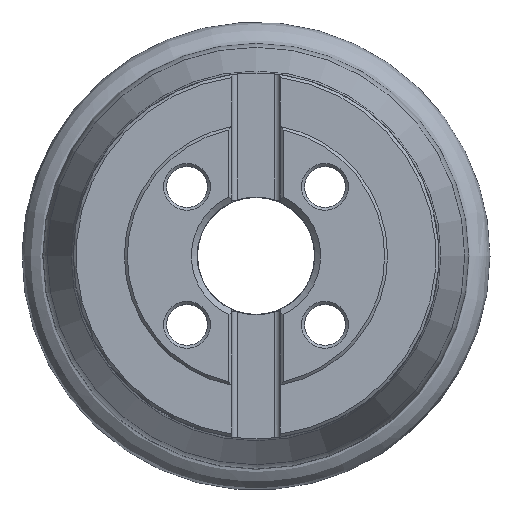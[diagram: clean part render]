
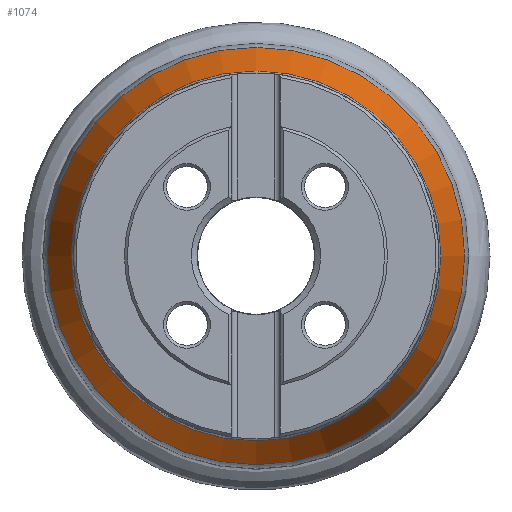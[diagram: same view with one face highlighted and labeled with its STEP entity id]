
A CAD part, top view. The second image highlights one B-rep face of the part: STEP entity #1074.
In plain terms, the highlighted conical face has half-angle 21.421 degrees and reference radius 72.7 mm.
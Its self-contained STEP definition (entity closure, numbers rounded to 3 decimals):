
#85=CONICAL_SURFACE('',#1437,72.7,21.421);
#173=EDGE_LOOP('',(#466));
#174=EDGE_LOOP('',(#467));
#361=CIRCLE('',#1435,63.191);
#362=CIRCLE('',#1436,71.319);
#466=ORIENTED_EDGE('',*,*,#811,.T.);
#467=ORIENTED_EDGE('',*,*,#812,.T.);
#811=EDGE_CURVE('',#1302,#1302,#361,.T.);
#812=EDGE_CURVE('',#1303,#1303,#362,.T.);
#1074=ADVANCED_FACE('',(#1174,#1175),#85,.T.);
#1174=FACE_BOUND('',#173,.T.);
#1175=FACE_BOUND('',#174,.T.);
#1302=VERTEX_POINT('',#6976);
#1303=VERTEX_POINT('',#6978);
#1435=AXIS2_PLACEMENT_3D('',#6975,#1645,#1646);
#1436=AXIS2_PLACEMENT_3D('',#6977,#1647,#1648);
#1437=AXIS2_PLACEMENT_3D('',#6979,#1649,#1650);
#1645=DIRECTION('',(0.,0.,-1.));
#1646=DIRECTION('',(-1.,0.,0.));
#1647=DIRECTION('',(0.,0.,1.));
#1648=DIRECTION('',(1.,0.,0.));
#1649=DIRECTION('',(0.,0.,-1.));
#1650=DIRECTION('',(-1.,0.,0.));
#6975=CARTESIAN_POINT('',(0.,0.,-13.761));
#6976=CARTESIAN_POINT('',(-63.191,0.,-13.761));
#6977=CARTESIAN_POINT('',(0.,0.,-34.479));
#6978=CARTESIAN_POINT('',(71.319,0.,-34.479));
#6979=CARTESIAN_POINT('',(0.,0.,-38.));
